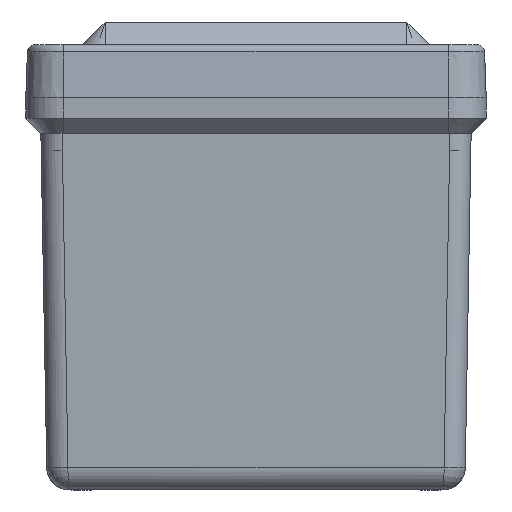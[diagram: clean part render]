
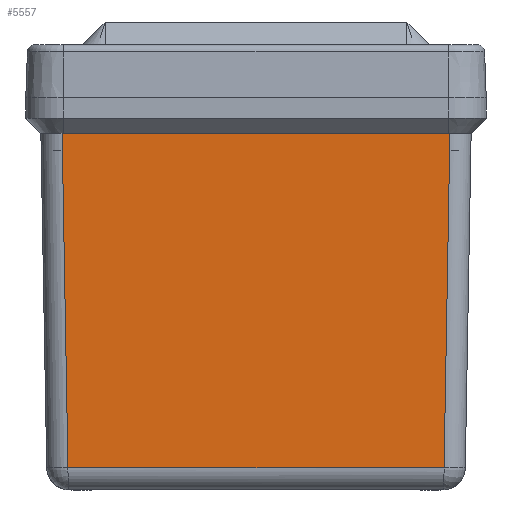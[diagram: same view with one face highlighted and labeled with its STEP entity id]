
A CAD part, front view. The second image highlights one B-rep face of the part: STEP entity #5557.
In plain terms, the highlighted face is planar.
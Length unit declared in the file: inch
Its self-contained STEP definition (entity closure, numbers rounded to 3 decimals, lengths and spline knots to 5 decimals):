
#273=LINE($,#9350,#729);
#274=LINE($,#9353,#730);
#275=LINE($,#9355,#731);
#276=LINE($,#9357,#732);
#277=LINE($,#9359,#733);
#278=LINE($,#9360,#734);
#729=VECTOR($,#7016,3.11411);
#730=VECTOR($,#7019,2.76912);
#731=VECTOR($,#7020,0.01163);
#732=VECTOR($,#7021,3.1875);
#733=VECTOR($,#7022,0.01163);
#734=VECTOR($,#7023,2.76912);
#1396=FACE_OUTER_BOUND($,#1742,.T.);
#1742=EDGE_LOOP($,(#4120,#4121,#4122,#4123,#4124,#4125));
#2476=VERTEX_POINT($,#9005);
#2478=VERTEX_POINT($,#9231);
#2480=VERTEX_POINT($,#9352);
#2481=VERTEX_POINT($,#9354);
#2482=VERTEX_POINT($,#9356);
#2483=VERTEX_POINT($,#9358);
#3099=EDGE_CURVE($,#2478,#2476,#273,.T.);
#3100=EDGE_CURVE($,#2480,#2478,#274,.T.);
#3101=EDGE_CURVE($,#2480,#2481,#275,.T.);
#3102=EDGE_CURVE($,#2482,#2481,#276,.T.);
#3103=EDGE_CURVE($,#2482,#2483,#277,.T.);
#3104=EDGE_CURVE($,#2476,#2483,#278,.T.);
#4120=ORIENTED_EDGE($,*,*,#3099,.F.);
#4121=ORIENTED_EDGE($,*,*,#3100,.F.);
#4122=ORIENTED_EDGE($,*,*,#3101,.T.);
#4123=ORIENTED_EDGE($,*,*,#3102,.F.);
#4124=ORIENTED_EDGE($,*,*,#3103,.T.);
#4125=ORIENTED_EDGE($,*,*,#3104,.F.);
#5339=PLANE($,#6005);
#5557=ADVANCED_FACE($,(#1396),#5339,.T.);
#6005=AXIS2_PLACEMENT_3D($,#9351,#7017,#7018);
#7016=DIRECTION($,(-1.,0.,0.));
#7017=DIRECTION('center_axis',(0.,-0.017,1.));
#7018=DIRECTION('ref_axis',(-1.,0.,0.));
#7019=DIRECTION($,(-0.017,-1.,-0.017));
#7020=DIRECTION($,(-1.,0.,0.));
#7021=DIRECTION($,(1.,0.,0.));
#7022=DIRECTION($,(-1.,0.,0.));
#7023=DIRECTION($,(-0.017,1.,0.017));
#9005=CARTESIAN_POINT('',(-1.55706,0.18423,5.38918));
#9231=CARTESIAN_POINT('',(1.55706,0.18423,5.38918));
#9350=CARTESIAN_POINT($,(1.55706,0.18423,5.38918));
#9351=CARTESIAN_POINT('Origin',(1.59375,2.9525,5.4375));
#9352=CARTESIAN_POINT('',(1.60538,2.9525,5.4375));
#9353=CARTESIAN_POINT($,(1.60538,2.9525,5.4375));
#9354=CARTESIAN_POINT('',(1.59375,2.9525,5.4375));
#9355=CARTESIAN_POINT($,(1.60538,2.9525,5.4375));
#9356=CARTESIAN_POINT('',(-1.59375,2.9525,5.4375));
#9357=CARTESIAN_POINT($,(-1.59375,2.9525,5.4375));
#9358=CARTESIAN_POINT('',(-1.60538,2.9525,5.4375));
#9359=CARTESIAN_POINT($,(-1.59375,2.9525,5.4375));
#9360=CARTESIAN_POINT($,(-1.55706,0.18423,5.38918));
